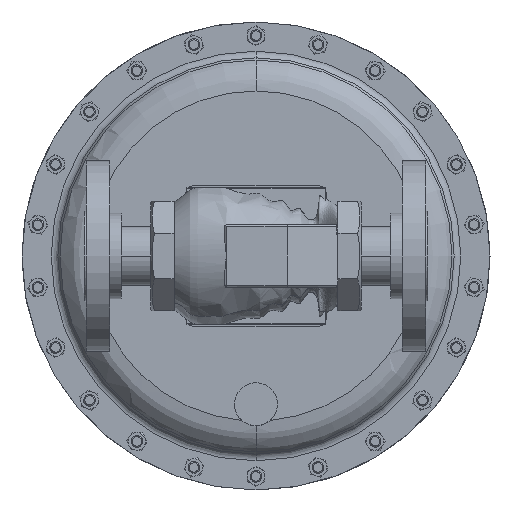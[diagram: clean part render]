
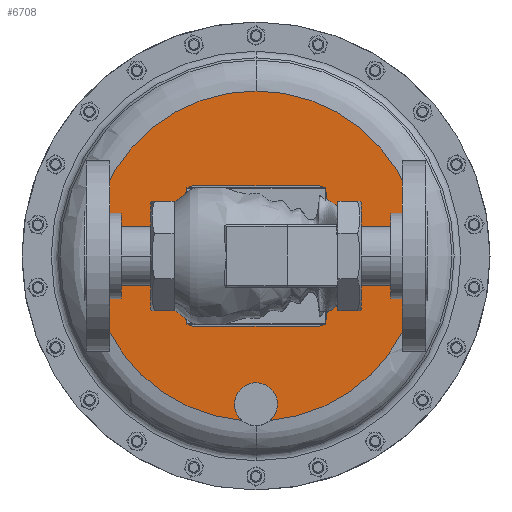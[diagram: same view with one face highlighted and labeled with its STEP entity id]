
A CAD part, front view. The second image highlights one B-rep face of the part: STEP entity #6708.
In plain terms, the highlighted planar face has unit normal (0, -1, 0).
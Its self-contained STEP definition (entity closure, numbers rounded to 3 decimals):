
#429 = ORIENTED_EDGE ( 'NONE', *, *, #18730, .T. ) ;
#1614 = DIRECTION ( 'NONE',  ( 0., 0., -1. ) ) ;
#1988 = EDGE_CURVE ( 'NONE', #45384, #11933, #15130, .T. ) ;
#2192 = CARTESIAN_POINT ( 'NONE',  ( 3.67, 9.7, 7.678 ) ) ;
#4271 = CIRCLE ( 'NONE', #6976, 0.687 ) ;
#6708 = ADVANCED_FACE ( 'NONE', ( #17907, #46147 ), #47991, .T. ) ;
#6838 = ORIENTED_EDGE ( 'NONE', *, *, #11919, .F. ) ;
#6976 = AXIS2_PLACEMENT_3D ( 'NONE', #34666, #11571, #38539 ) ;
#6993 = ORIENTED_EDGE ( 'NONE', *, *, #33587, .T. ) ;
#7774 = CARTESIAN_POINT ( 'NONE',  ( 3.67, 9.7, 8.648 ) ) ;
#9128 = VERTEX_POINT ( 'NONE', #24672 ) ;
#9611 = DIRECTION ( 'NONE',  ( 0., -1., 0. ) ) ;
#10638 = CARTESIAN_POINT ( 'NONE',  ( 3.67, 9.7, 8.648 ) ) ;
#10666 = DIRECTION ( 'NONE',  ( 0., 1., 0. ) ) ;
#10833 = AXIS2_PLACEMENT_3D ( 'NONE', #38096, #15194, #1614 ) ;
#11571 = DIRECTION ( 'NONE',  ( 0., -1., 0. ) ) ;
#11652 = DIRECTION ( 'NONE',  ( 0., 0., -1. ) ) ;
#11919 = EDGE_CURVE ( 'NONE', #36267, #9128, #24052, .T. ) ;
#11933 = VERTEX_POINT ( 'NONE', #2192 ) ;
#12044 = CARTESIAN_POINT ( 'NONE',  ( 3.67, 9.7, 3.898 ) ) ;
#13011 = VERTEX_POINT ( 'NONE', #29617 ) ;
#13224 = CARTESIAN_POINT ( 'NONE',  ( 4.12, 9.7, 3.377 ) ) ;
#13541 = EDGE_CURVE ( 'NONE', #36267, #24043, #18554, .T. ) ;
#13869 = AXIS2_PLACEMENT_3D ( 'NONE', #36411, #40258, #28520 ) ;
#14526 = DIRECTION ( 'NONE',  ( 0., 0., -1. ) ) ;
#15002 = CIRCLE ( 'NONE', #25218, 0.687 ) ;
#15130 = CIRCLE ( 'NONE', #10833, 0.97 ) ;
#15194 = DIRECTION ( 'NONE',  ( 0., 1., 0. ) ) ;
#15936 = DIRECTION ( 'NONE',  ( -0.999, 0., 0.046 ) ) ;
#17907 = FACE_BOUND ( 'NONE', #27043, .T. ) ;
#18554 = CIRCLE ( 'NONE', #33724, 5.289 ) ;
#18730 = EDGE_CURVE ( 'NONE', #24043, #37784, #23132, .T. ) ;
#19475 = EDGE_LOOP ( 'NONE', ( #43701, #429, #30027, #43717, #6838 ) ) ;
#22419 = ORIENTED_EDGE ( 'NONE', *, *, #1988, .T. ) ;
#23132 = CIRCLE ( 'NONE', #31300, 5.289 ) ;
#23227 = EDGE_CURVE ( 'NONE', #13011, #37784, #15002, .T. ) ;
#24043 = VERTEX_POINT ( 'NONE', #24817 ) ;
#24052 = CIRCLE ( 'NONE', #42629, 0.687 ) ;
#24672 = CARTESIAN_POINT ( 'NONE',  ( 4.357, 9.7, 3.866 ) ) ;
#24817 = CARTESIAN_POINT ( 'NONE',  ( 3.67, 9.7, 13.937 ) ) ;
#25218 = AXIS2_PLACEMENT_3D ( 'NONE', #12044, #38993, #15936 ) ;
#25655 = CIRCLE ( 'NONE', #35410, 0.97 ) ;
#27043 = EDGE_LOOP ( 'NONE', ( #6993, #22419 ) ) ;
#28520 = DIRECTION ( 'NONE',  ( 0., 0., -1. ) ) ;
#29617 = CARTESIAN_POINT ( 'NONE',  ( 2.984, 9.7, 3.93 ) ) ;
#30027 = ORIENTED_EDGE ( 'NONE', *, *, #23227, .F. ) ;
#31300 = AXIS2_PLACEMENT_3D ( 'NONE', #10638, #37591, #14526 ) ;
#32702 = CARTESIAN_POINT ( 'NONE',  ( 3.67, 9.7, 3.898 ) ) ;
#33587 = EDGE_CURVE ( 'NONE', #11933, #45384, #25655, .T. ) ;
#33724 = AXIS2_PLACEMENT_3D ( 'NONE', #7774, #34739, #11652 ) ;
#33752 = CARTESIAN_POINT ( 'NONE',  ( 3.67, 9.7, 8.648 ) ) ;
#34092 = CARTESIAN_POINT ( 'NONE',  ( 3.67, 9.7, 9.618 ) ) ;
#34666 = CARTESIAN_POINT ( 'NONE',  ( 3.67, 9.7, 3.898 ) ) ;
#34739 = DIRECTION ( 'NONE',  ( 0., -1., 0. ) ) ;
#35410 = AXIS2_PLACEMENT_3D ( 'NONE', #33752, #10666, #37618 ) ;
#36267 = VERTEX_POINT ( 'NONE', #13224 ) ;
#36411 = CARTESIAN_POINT ( 'NONE',  ( 3.67, 9.7, 8.648 ) ) ;
#36586 = DIRECTION ( 'NONE',  ( -0.999, 0., 0.046 ) ) ;
#36678 = CARTESIAN_POINT ( 'NONE',  ( 3.221, 9.7, 3.377 ) ) ;
#37591 = DIRECTION ( 'NONE',  ( 0., -1., 0. ) ) ;
#37618 = DIRECTION ( 'NONE',  ( 0., 0., -1. ) ) ;
#37784 = VERTEX_POINT ( 'NONE', #36678 ) ;
#38096 = CARTESIAN_POINT ( 'NONE',  ( 3.67, 9.7, 8.648 ) ) ;
#38539 = DIRECTION ( 'NONE',  ( -0.999, 0., 0.046 ) ) ;
#38993 = DIRECTION ( 'NONE',  ( 0., -1., 0. ) ) ;
#39272 = EDGE_CURVE ( 'NONE', #9128, #13011, #4271, .T. ) ;
#40258 = DIRECTION ( 'NONE',  ( 0., -1., 0. ) ) ;
#42629 = AXIS2_PLACEMENT_3D ( 'NONE', #32702, #9611, #36586 ) ;
#43701 = ORIENTED_EDGE ( 'NONE', *, *, #13541, .T. ) ;
#43717 = ORIENTED_EDGE ( 'NONE', *, *, #39272, .F. ) ;
#45384 = VERTEX_POINT ( 'NONE', #34092 ) ;
#46147 = FACE_OUTER_BOUND ( 'NONE', #19475, .T. ) ;
#47991 = PLANE ( 'NONE',  #13869 ) ;
